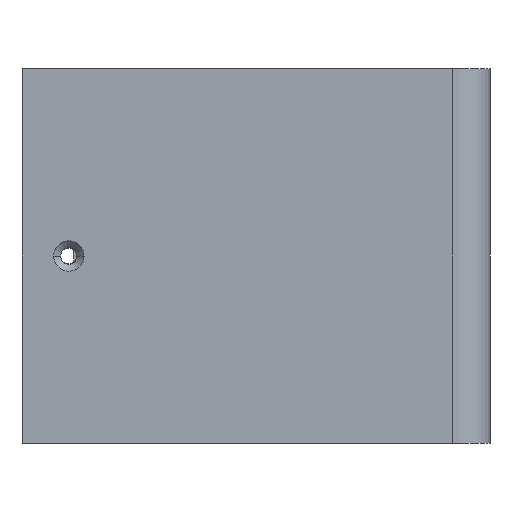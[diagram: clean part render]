
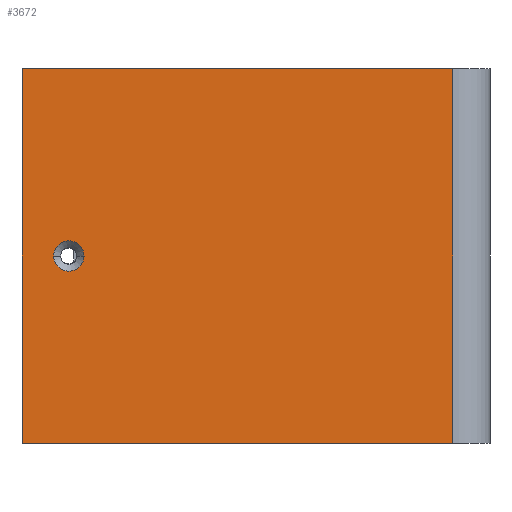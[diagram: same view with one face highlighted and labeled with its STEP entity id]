
A CAD part, left-side view. The second image highlights one B-rep face of the part: STEP entity #3672.
In plain terms, the highlighted face is planar.
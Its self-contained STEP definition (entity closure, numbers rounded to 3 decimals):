
#2788=CARTESIAN_POINT('Vertex',(50.,42.,-40.)) ;
#2791=CARTESIAN_POINT('Line Origine',(50.,-4.,-40.)) ;
#2795=CARTESIAN_POINT('Vertex',(50.,-50.,-40.)) ;
#2827=CARTESIAN_POINT('Vertex',(50.,42.,40.)) ;
#2830=CARTESIAN_POINT('Line Origine',(50.,42.,0.)) ;
#2853=CARTESIAN_POINT('Vertex',(50.,-50.,40.)) ;
#2856=CARTESIAN_POINT('Line Origine',(50.,-4.,40.)) ;
#2957=CARTESIAN_POINT('Line Origine',(50.,-50.,0.)) ;
#3643=CARTESIAN_POINT('Axis2P3D Location',(50.,50.,0.)) ;
#3654=CARTESIAN_POINT('Axis2P3D Location',(50.,-40.,0.)) ;
#3658=CARTESIAN_POINT('Vertex',(50.,-36.75,0.)) ;
#3660=CARTESIAN_POINT('Vertex',(50.,-43.25,0.)) ;
#3663=CARTESIAN_POINT('Axis2P3D Location',(50.,-40.,0.)) ;
#2793=VECTOR('Line Direction',#2792,1.) ;
#2832=VECTOR('Line Direction',#2831,1.) ;
#2858=VECTOR('Line Direction',#2857,1.) ;
#2959=VECTOR('Line Direction',#2958,1.) ;
#2792=DIRECTION('Vector Direction',(0.,-1.,0.)) ;
#2831=DIRECTION('Vector Direction',(0.,0.,1.)) ;
#2857=DIRECTION('Vector Direction',(0.,-1.,0.)) ;
#2958=DIRECTION('Vector Direction',(0.,0.,1.)) ;
#3644=DIRECTION('Axis2P3D Direction',(-1.,0.,0.)) ;
#3645=DIRECTION('Axis2P3D XDirection',(0.,-1.,0.)) ;
#3655=DIRECTION('Axis2P3D Direction',(-1.,0.,0.)) ;
#3664=DIRECTION('Axis2P3D Direction',(-1.,0.,0.)) ;
#3646=AXIS2_PLACEMENT_3D('Plane Axis2P3D',#3643,#3644,#3645) ;
#3656=AXIS2_PLACEMENT_3D('Circle Axis2P3D',#3654,#3655,$) ;
#3665=AXIS2_PLACEMENT_3D('Circle Axis2P3D',#3663,#3664,$) ;
#2794=LINE('Line',#2791,#2793) ;
#2833=LINE('Line',#2830,#2832) ;
#2859=LINE('Line',#2856,#2858) ;
#2960=LINE('Line',#2957,#2959) ;
#3657=CIRCLE('generated circle',#3656,3.25) ;
#3666=CIRCLE('generated circle',#3665,3.25) ;
#3647=PLANE('',#3646) ;
#3671=FACE_BOUND('',#3668,.T.) ;
#2797=EDGE_CURVE('',#2796,#2789,#2794,.F.) ;
#2834=EDGE_CURVE('',#2789,#2828,#2833,.T.) ;
#2860=EDGE_CURVE('',#2854,#2828,#2859,.F.) ;
#2961=EDGE_CURVE('',#2796,#2854,#2960,.T.) ;
#3662=EDGE_CURVE('',#3659,#3661,#3657,.F.) ;
#3667=EDGE_CURVE('',#3661,#3659,#3666,.F.) ;
#3648=EDGE_LOOP('',(#3649,#3650,#3651,#3652)) ;
#3668=EDGE_LOOP('',(#3669,#3670)) ;
#3649=ORIENTED_EDGE('',*,*,#2834,.T.) ;
#3650=ORIENTED_EDGE('',*,*,#2860,.F.) ;
#3651=ORIENTED_EDGE('',*,*,#2961,.F.) ;
#3652=ORIENTED_EDGE('',*,*,#2797,.T.) ;
#3669=ORIENTED_EDGE('',*,*,#3662,.F.) ;
#3670=ORIENTED_EDGE('',*,*,#3667,.F.) ;
#2789=VERTEX_POINT('',#2788) ;
#2796=VERTEX_POINT('',#2795) ;
#2828=VERTEX_POINT('',#2827) ;
#2854=VERTEX_POINT('',#2853) ;
#3659=VERTEX_POINT('',#3658) ;
#3661=VERTEX_POINT('',#3660) ;
#3672=ADVANCED_FACE('\X2\96F64EF651E04F554F53\X0\',(#3653,#3671),#3647,.F.) ;
#3653=FACE_OUTER_BOUND('',#3648,.T.) ;
